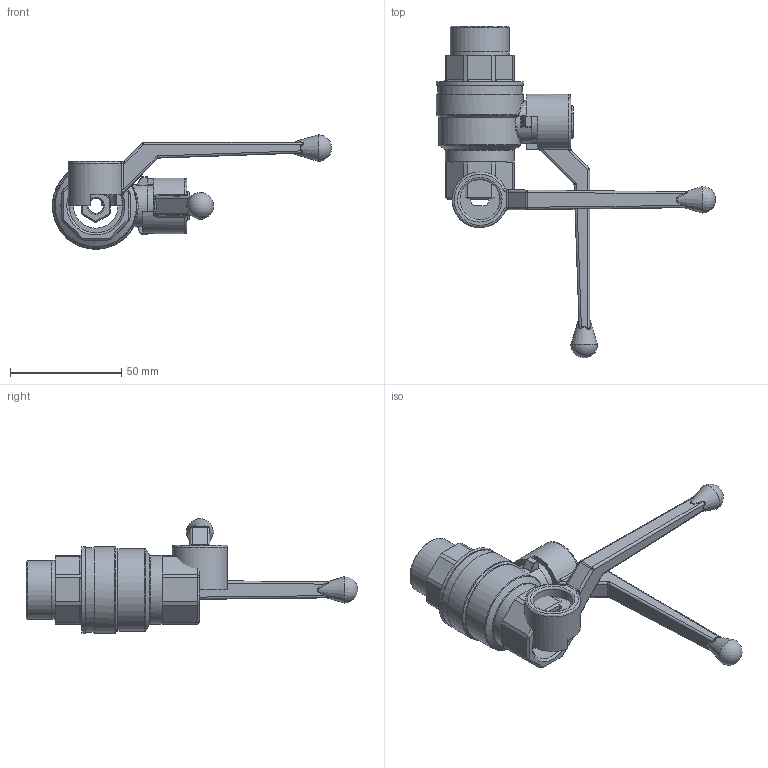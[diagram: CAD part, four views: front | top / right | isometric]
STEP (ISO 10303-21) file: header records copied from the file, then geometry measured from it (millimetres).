
FILE_DESCRIPTION( ( 'Unknown' ), '1' );
FILE_NAME( '2.281.020.stp', 'Unknown', ( 'Unknown' ), ( 'Unknown' ), 'PSStep 13.0', 'Unknown', ' ' );
FILE_SCHEMA( ( 'AUTOMOTIVE_DESIGN { 1 0 10303 214 1 1 1 1 }' ) );
Length unit declared in the file: millimetre
Products named in the file (4): Assem1; Alu-Hebel 3_4 - 1; M8; 2.281.020
Bounding box: 125.46 x 148.96 x 51.5 mm (x, y, z)
Volume: 114443.2 mm3; surface area: 44409.3 mm2
Topology: 6 solids, 6 shells, 502 faces, 1218 edges, 712 vertices
Faces by surface type: plane 246, cylinder 122, bspline 66, sphere 26, torus 24, cone 18
Full cylindrical faces by diameter (mm): 6.647 x2, 8 x2, 18 x4, 19 x2, 19.6 x2, 20 x2, 24.117 x2, 25 x2, 26.441 x4, 31 x2, 37 x2, 38 x2, 39 x4
Entity records: 12179 total; most frequent: CARTESIAN_POINT 4662, DIRECTION 1136, ORIENTED_EDGE 1104, EDGE_CURVE 552, AXIS2_PLACEMENT_3D 414, VERTEX_POINT 340, LINE 308, VECTOR 308
